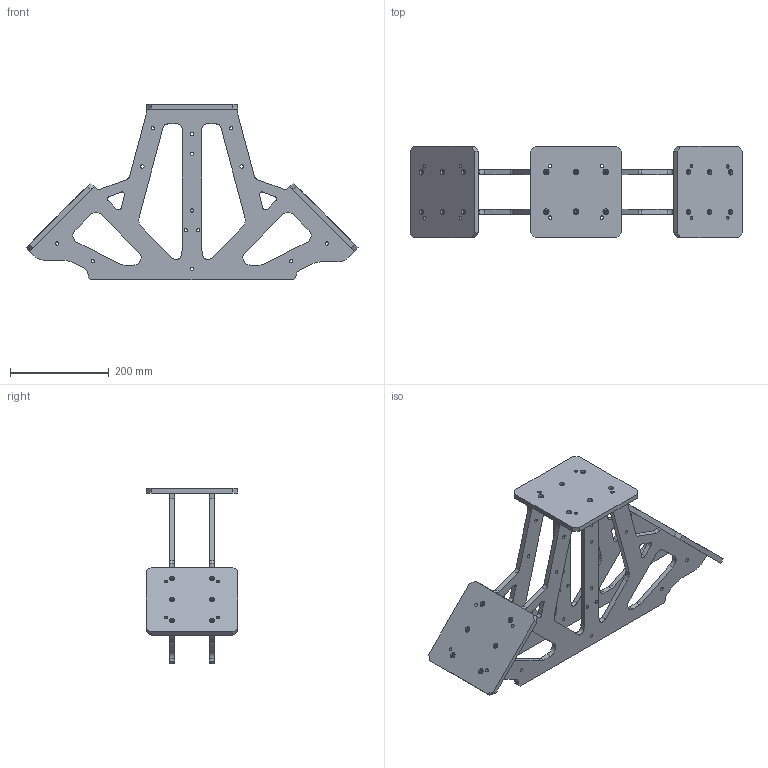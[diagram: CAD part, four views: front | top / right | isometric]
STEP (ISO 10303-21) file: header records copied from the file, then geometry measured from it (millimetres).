
FILE_DESCRIPTION(/* description */ (''),/* implementation_level */ '2;1');
FILE_NAME(/* name */ '3 ROBOT MOUNT.step',/* time_stamp */ '2026-02-11T16:34:40+05:30',/* author */ (''),/* organization */ (''),/* preprocessor_version */ 'ST-DEVELOPER v20.1',/* originating_system */ 'Autodesk Translation Framework v14.24.0.0',/* authorisation */ '');
FILE_SCHEMA (('AUTOMOTIVE_DESIGN { 1 0 10303 214 3 1 1 }'));
Length unit declared in the file: millimetre
Products named in the file (3): 3 ROBOT MOUNT; 2306-05-21-02-07-003-Center_support; 2306-05-21-02-07-001-Flexiv robot base mount
Assembly tree (5 placements, depth 2):
  3 ROBOT MOUNT
    2306-05-21-02-07-003-Center_support  x2
    2306-05-21-02-07-001-Flexiv robot base mount  x3
Bounding box: 670.81 x 185 x 355 mm (x, y, z)
Volume: 2653279.7 mm3; surface area: 653854 mm2
Topology: 5 solids, 5 shells, 332 faces, 888 edges, 584 vertices
Faces by surface type: cylinder 164, plane 144, cone 24
Full cylindrical faces by diameter (mm): 5.035 x24, 6.6 x46, 6.779 x12, 11 x18
Entity records: 4950 total; most frequent: DIRECTION 862, CARTESIAN_POINT 823, ORIENTED_EDGE 792, EDGE_CURVE 396, AXIS2_PLACEMENT_3D 307, VERTEX_POINT 268, LINE 248, VECTOR 248
